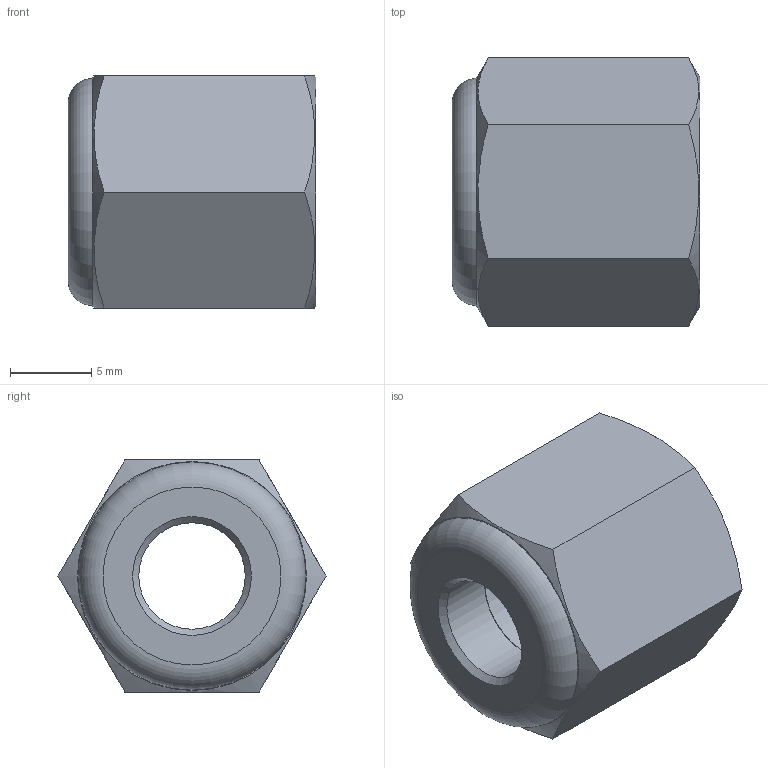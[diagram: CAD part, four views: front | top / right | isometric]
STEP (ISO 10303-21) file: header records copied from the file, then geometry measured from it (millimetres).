
FILE_DESCRIPTION((''),'2;1');
FILE_NAME('312506-EN4 External nut.stp','2008-08-07T17:33:37',('Franzp'),(''),'Autodesk Inventor 2008','Autodesk Inventor 2008','');
FILE_SCHEMA(('AUTOMOTIVE_DESIGN { 1 0 10303 214 1 1 1 1 }'));
Length unit declared in the file: millimetre
Products named in the file (1): 312506
Bounding box: 15.24 x 16.5 x 14.29 mm (x, y, z)
Volume: 1639 mm3; surface area: 1389 mm2
Topology: 1 solids, 1 shells, 18 faces, 37 edges, 23 vertices
Faces by surface type: plane 9, cone 4, bspline 4, torus 1
Entity records: 489 total; most frequent: CARTESIAN_POINT 149, DIRECTION 58, ORIENTED_EDGE 58, EDGE_LOOP 30, EDGE_CURVE 29, AXIS2_PLACEMENT_3D 26, VERTEX_POINT 23, FACE_OUTER_BOUND 18
